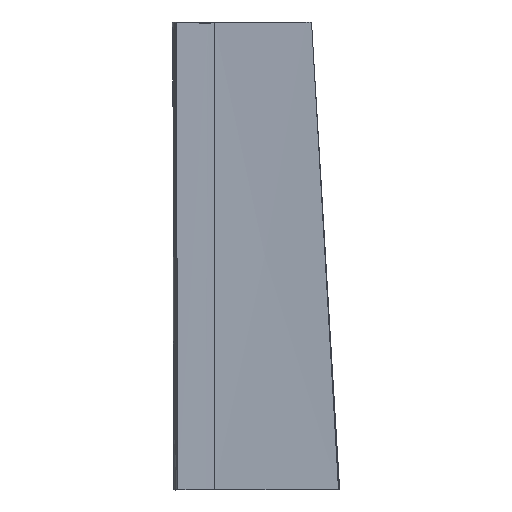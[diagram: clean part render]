
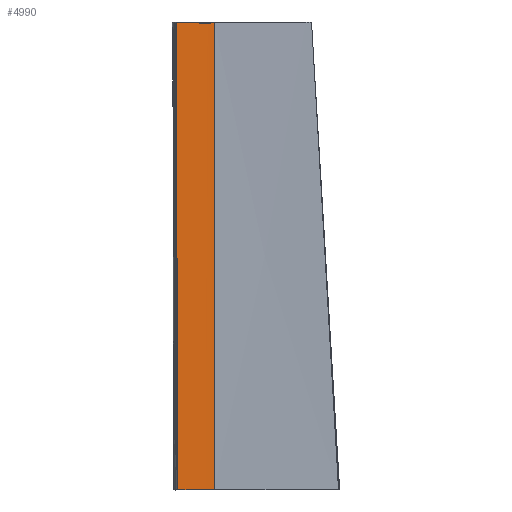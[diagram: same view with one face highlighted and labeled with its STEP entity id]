
A CAD part, front view. The second image highlights one B-rep face of the part: STEP entity #4990.
In plain terms, the highlighted free-form (B-spline) face has degree [2, 1] with [4, 2] control points.
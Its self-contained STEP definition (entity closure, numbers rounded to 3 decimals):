
#23 = CARTESIAN_POINT ( 'NONE',  ( 102.331, 1.201, 929.795 ) ) ;
#166 = VERTEX_POINT ( 'NONE', #5293 ) ;
#218 = CARTESIAN_POINT ( 'NONE',  ( 97.316, 1.207, 929.427 ) ) ;
#254 = CARTESIAN_POINT ( 'NONE',  ( 89.875, 1.155, 930. ) ) ;
#281 = B_SPLINE_CURVE_WITH_KNOTS ( 'NONE', 3,
 ( #1518, #4872, #4844, #3152 ),
 .UNSPECIFIED., .F., .F.,
 ( 4, 4 ),
 ( 0.01, 0.013 ),
 .UNSPECIFIED. ) ;
#299 = CARTESIAN_POINT ( 'NONE',  ( 101.553, 1.204, 929.556 ) ) ;
#355 = CARTESIAN_POINT ( 'NONE',  ( 102.069, 1.202, 929.722 ) ) ;
#578 = CARTESIAN_POINT ( 'NONE',  ( 87.062, 1.077, 730. ) ) ;
#624 = CARTESIAN_POINT ( 'NONE',  ( 90.942, 1.168, 930.01 ) ) ;
#631 = CARTESIAN_POINT ( 'NONE',  ( 101.454, 1.287, 730. ) ) ;
#764 = CARTESIAN_POINT ( 'NONE',  ( 102.6, 1.293, 730.1 ) ) ;
#1035 = CARTESIAN_POINT ( 'NONE',  ( 92.006, 1.178, 929.948 ) ) ;
#1070 = CARTESIAN_POINT ( 'NONE',  ( 101.373, 1.205, 930. ) ) ;
#1123 = CARTESIAN_POINT ( 'NONE',  ( 89.875, 1.155, 930. ) ) ;
#1169 = ORIENTED_EDGE ( 'NONE', *, *, #2151, .T. ) ;
#1180 = CARTESIAN_POINT ( 'NONE',  ( 89.875, 1.155, 930. ) ) ;
#1268 = VECTOR ( 'NONE', #2817, 1000. ) ;
#1452 = CARTESIAN_POINT ( 'NONE',  ( 98.94, 1.266, 730. ) ) ;
#1484 = CARTESIAN_POINT ( 'NONE',  ( 102.6, 1.199, 929.832 ) ) ;
#1494 = CARTESIAN_POINT ( 'NONE',  ( 100.512, 1.207, 929.257 ) ) ;
#1518 = CARTESIAN_POINT ( 'NONE',  ( 102.6, 1.293, 730.1 ) ) ;
#1519 = CARTESIAN_POINT ( 'NONE',  ( 86.961, 1.117, 929.726 ) ) ;
#1525 = CARTESIAN_POINT ( 'NONE',  ( 100.176, 1.207, 929.239 ) ) ;
#1603 = B_SPLINE_CURVE_WITH_KNOTS ( 'NONE', 3,
 ( #1123, #624, #1035, #4404, #2330, #218, #4436, #1934, #1908, #3584, #3608, #1525, #5256, #1494, #3185, #3215, #5306, #299, #355, #23, #2908 ),
 .UNSPECIFIED., .F., .F.,
 ( 4, 2, 2, 2, 1, 2, 2, 2, 2, 2, 4 ),
 ( 0.001, 0.004, 0.007, 0.011, 0.011, 0.011, 0.011, 0.012, 0.012, 0.013, 0.014 ),
 .UNSPECIFIED. ) ;
#1604 = CARTESIAN_POINT ( 'NONE',  ( 87.687, 1.128, 929.817 ) ) ;
#1612 = B_SPLINE_CURVE_WITH_KNOTS ( 'NONE', 3,
 ( #4465, #1519, #1604, #2392, #3633, #4958, #4929, #5308, #1180 ),
 .UNSPECIFIED., .F., .F.,
 ( 4, 1, 2, 2, 4 ),
 ( -0.003, -0.001, 0., 0., 0.001 ),
 .UNSPECIFIED. ) ;
#1905 = ORIENTED_EDGE ( 'NONE', *, *, #4645, .F. ) ;
#1908 = CARTESIAN_POINT ( 'NONE',  ( 99.777, 1.208, 929.254 ) ) ;
#1934 = CARTESIAN_POINT ( 'NONE',  ( 99.577, 1.208, 929.264 ) ) ;
#2029 = FACE_OUTER_BOUND ( 'NONE', #4516, .T. ) ;
#2151 = EDGE_CURVE ( 'NONE', #2918, #3557, #5241, .T. ) ;
#2188 = VERTEX_POINT ( 'NONE', #4587 ) ;
#2330 = CARTESIAN_POINT ( 'NONE',  ( 95.193, 1.2, 929.647 ) ) ;
#2338 = ORIENTED_EDGE ( 'NONE', *, *, #5342, .F. ) ;
#2341 = CARTESIAN_POINT ( 'NONE',  ( 93.796, 1.226, 730. ) ) ;
#2392 = CARTESIAN_POINT ( 'NONE',  ( 88.414, 1.137, 929.909 ) ) ;
#2420 = CARTESIAN_POINT ( 'NONE',  ( 98.94, 1.266, 730. ) ) ;
#2455 = CARTESIAN_POINT ( 'NONE',  ( 102.6, 1.294, 730. ) ) ;
#2472 = EDGE_CURVE ( 'NONE', #2918, #166, #2901, .T. ) ;
#2574 = ORIENTED_EDGE ( 'NONE', *, *, #4300, .F. ) ;
#2782 = CARTESIAN_POINT ( 'NONE',  ( 102.6, 1.199, 929.832 ) ) ;
#2817 = DIRECTION ( 'NONE',  ( -0.003, 0., 1. ) ) ;
#2864 = CARTESIAN_POINT ( 'NONE',  ( 93.093, 1.21, 730. ) ) ;
#2867 = CARTESIAN_POINT ( 'NONE',  ( 93.45, 1.218, 930. ) ) ;
#2901 = LINE ( 'NONE', #4980, #1268 ) ;
#2905 = VERTEX_POINT ( 'NONE', #2782 ) ;
#2908 = CARTESIAN_POINT ( 'NONE',  ( 102.6, 1.199, 929.832 ) ) ;
#2918 = VERTEX_POINT ( 'NONE', #578 ) ;
#2957 = VERTEX_POINT ( 'NONE', #254 ) ;
#3152 = CARTESIAN_POINT ( 'NONE',  ( 98.94, 1.266, 730. ) ) ;
#3185 = CARTESIAN_POINT ( 'NONE',  ( 100.779, 1.206, 929.309 ) ) ;
#3199 = B_SPLINE_CURVE_WITH_KNOTS ( 'NONE', 1,
 ( #764, #1484 ),
 .UNSPECIFIED., .F., .F.,
 ( 2, 2 ),
 ( 0., 1. ),
 .UNSPECIFIED. ) ;
#3215 = CARTESIAN_POINT ( 'NONE',  ( 100.909, 1.206, 929.344 ) ) ;
#3226 = CARTESIAN_POINT ( 'NONE',  ( 102.6, 1.199, 930. ) ) ;
#3411 = B_SPLINE_SURFACE_WITH_KNOTS ( 'NONE', 2, 1, ( 
 ( #2455, #3226 ),
 ( #631, #1070 ),
 ( #2341, #2867 ),
 ( #5318, #3648 ) ),
 .UNSPECIFIED., .F., .F., .F.,
 ( 3, 1, 3 ),
 ( 2, 2 ),
 ( 0., 0.151, 1. ),
 ( 0., 1. ),
 .UNSPECIFIED. ) ;
#3557 = VERTEX_POINT ( 'NONE', #1452 ) ;
#3584 = CARTESIAN_POINT ( 'NONE',  ( 99.976, 1.208, 929.247 ) ) ;
#3608 = CARTESIAN_POINT ( 'NONE',  ( 100.11, 1.208, 929.242 ) ) ;
#3611 = CARTESIAN_POINT ( 'NONE',  ( 87.062, 1.077, 730. ) ) ;
#3633 = CARTESIAN_POINT ( 'NONE',  ( 88.704, 1.141, 929.945 ) ) ;
#3648 = CARTESIAN_POINT ( 'NONE',  ( 86.379, 1.108, 930. ) ) ;
#3933 = EDGE_CURVE ( 'NONE', #2188, #2905, #3199, .T. ) ;
#4213 = ORIENTED_EDGE ( 'NONE', *, *, #2472, .F. ) ;
#4300 = EDGE_CURVE ( 'NONE', #166, #2957, #1612, .T. ) ;
#4404 = CARTESIAN_POINT ( 'NONE',  ( 94.133, 1.194, 929.766 ) ) ;
#4436 = CARTESIAN_POINT ( 'NONE',  ( 98.379, 1.209, 929.326 ) ) ;
#4465 = CARTESIAN_POINT ( 'NONE',  ( 86.38, 1.108, 929.653 ) ) ;
#4516 = EDGE_LOOP ( 'NONE', ( #4213, #1169, #1905, #4642, #2338, #2574 ) ) ;
#4587 = CARTESIAN_POINT ( 'NONE',  ( 102.6, 1.293, 730.1 ) ) ;
#4642 = ORIENTED_EDGE ( 'NONE', *, *, #3933, .T. ) ;
#4645 = EDGE_CURVE ( 'NONE', #2188, #3557, #281, .T. ) ;
#4844 = CARTESIAN_POINT ( 'NONE',  ( 100.159, 1.278, 730.058 ) ) ;
#4872 = CARTESIAN_POINT ( 'NONE',  ( 101.379, 1.287, 730.1 ) ) ;
#4929 = CARTESIAN_POINT ( 'NONE',  ( 89.289, 1.148, 929.989 ) ) ;
#4958 = CARTESIAN_POINT ( 'NONE',  ( 88.849, 1.143, 929.968 ) ) ;
#4980 = CARTESIAN_POINT ( 'NONE',  ( 86.721, 1.092, 830. ) ) ;
#4990 = ADVANCED_FACE ( 'NONE', ( #2029 ), #3411, .F. ) ;
#5241 = B_SPLINE_CURVE_WITH_KNOTS ( 'NONE', 2,
 ( #3611, #2864, #2420 ),
 .UNSPECIFIED., .F., .F.,
 ( 3, 3 ),
 ( 0., 0.761 ),
 .UNSPECIFIED. ) ;
#5256 = CARTESIAN_POINT ( 'NONE',  ( 100.376, 1.207, 929.24 ) ) ;
#5293 = CARTESIAN_POINT ( 'NONE',  ( 86.38, 1.108, 929.653 ) ) ;
#5306 = CARTESIAN_POINT ( 'NONE',  ( 101.298, 1.205, 929.462 ) ) ;
#5308 = CARTESIAN_POINT ( 'NONE',  ( 89.582, 1.152, 929.997 ) ) ;
#5318 = CARTESIAN_POINT ( 'NONE',  ( 87.062, 1.077, 730. ) ) ;
#5342 = EDGE_CURVE ( 'NONE', #2957, #2905, #1603, .T. ) ;
